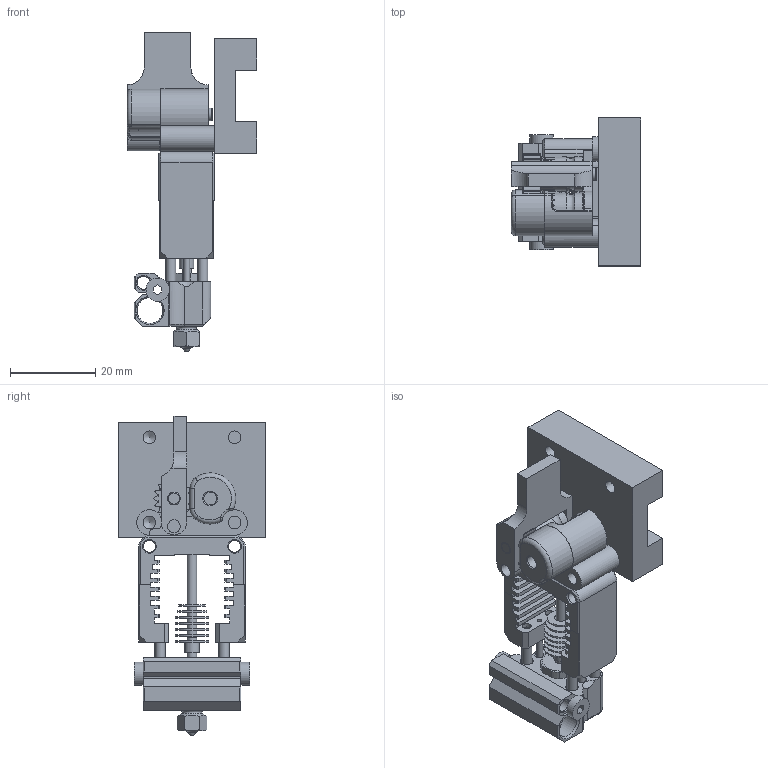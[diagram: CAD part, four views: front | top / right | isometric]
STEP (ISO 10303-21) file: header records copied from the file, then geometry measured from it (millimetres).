
FILE_DESCRIPTION(/* description */ (''),/* implementation_level */ '2;1');
FILE_NAME(/* name */ 'Extruder V1 v8.step',/* time_stamp */ '2020-09-29T22:35:52-07:00',/* author */ (''),/* organization */ (''),/* preprocessor_version */ 'ST-DEVELOPER v18.1',/* originating_system */ 'Autodesk Translation Framework v9.3.0.1241',/* authorisation */ '');
FILE_SCHEMA (('AUTOMOTIVE_DESIGN { 1 0 10303 214 3 1 1 }'));
Length unit declared in the file: millimetre
Products named in the file (5): Extruder V1; Secondary gear 1.75-5.0_without_setscrew; stift 3x20; P6SS_Setscrew_ISO 4026 - M3 x 2-N; mosquito_model_to_publish
Assembly tree (4 placements, depth 2):
  Extruder V1
    Secondary gear 1.75-5.0_without_setscrew
    stift 3x20
    P6SS_Setscrew_ISO 4026 - M3 x 2-N
    mosquito_model_to_publish
Bounding box: 30.48 x 34.7 x 75.09 mm (x, y, z)
Volume: 10827.5 mm3; surface area: 16757.8 mm2
Topology: 8 solids, 32 shells, 856 faces, 2300 edges, 1486 vertices
Faces by surface type: cylinder 325, plane 306, torus 155, cone 62, bspline 8
Full cylindrical faces by diameter (mm): 0.4 x1, 1.1 x2, 1.4 x2, 1.6 x2, 1.95 x1, 2 x4, 2.05 x4, 2.15 x1, 2.16 x4, 2.18 x1, 2.19 x1, 2.38 x4, 2.5 x1, 2.8 x6, 3 x15, 3.1 x3, 3.4 x1, 4.1 x2, 4.9 x2, 5 x2, 5.5 x3, 6 x1, 6.03 x1, 6.2 x1, 7 x1, 7.8 x5, 8 x4
Entity records: 30899 total; most frequent: CARTESIAN_POINT 8712, DIRECTION 4823, ORIENTED_EDGE 4489, EDGE_CURVE 2296, AXIS2_PLACEMENT_3D 1871, VERTEX_POINT 1486, LINE 1081, VECTOR 1081
